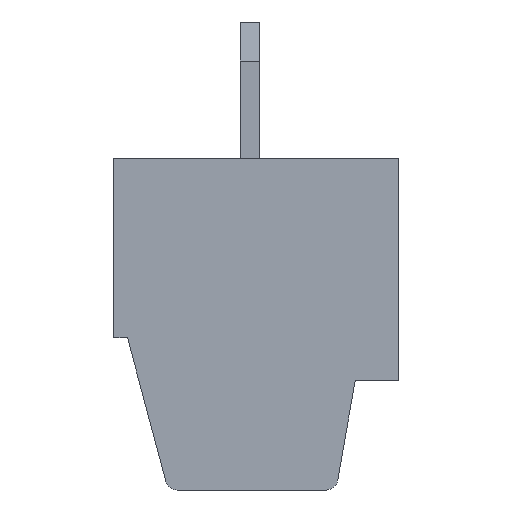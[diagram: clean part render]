
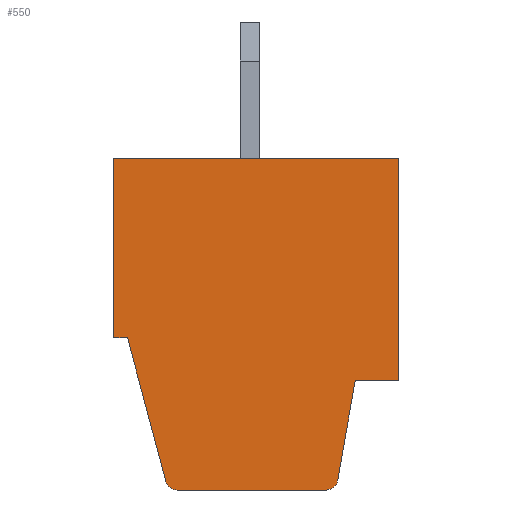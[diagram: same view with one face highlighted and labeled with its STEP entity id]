
A CAD part, left-side view. The second image highlights one B-rep face of the part: STEP entity #550.
In plain terms, the highlighted planar face has unit normal (-1, 0, 0).
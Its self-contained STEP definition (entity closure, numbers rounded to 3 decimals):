
#550 = ADVANCED_FACE( '', ( #1203 ), #1204, .T. );
#1203 = FACE_OUTER_BOUND( '', #1908, .T. );
#1204 = PLANE( '', #1909 );
#1908 = EDGE_LOOP( '', ( #3370, #3371, #3372, #3373, #3374, #3375, #3376, #3377, #3378, #3379 ) );
#1909 = AXIS2_PLACEMENT_3D( '', #3380, #3381, #3382 );
#3370 = ORIENTED_EDGE( '', *, *, #3853, .T. );
#3371 = ORIENTED_EDGE( '', *, *, #4337, .T. );
#3372 = ORIENTED_EDGE( '', *, *, #3842, .T. );
#3373 = ORIENTED_EDGE( '', *, *, #4346, .T. );
#3374 = ORIENTED_EDGE( '', *, *, #4041, .T. );
#3375 = ORIENTED_EDGE( '', *, *, #4347, .T. );
#3376 = ORIENTED_EDGE( '', *, *, #4178, .T. );
#3377 = ORIENTED_EDGE( '', *, *, #4148, .T. );
#3378 = ORIENTED_EDGE( '', *, *, #4106, .T. );
#3379 = ORIENTED_EDGE( '', *, *, #4220, .T. );
#3380 = CARTESIAN_POINT( '', ( 165.647, 184.734, -4.2 ) );
#3381 = DIRECTION( '', ( -1., 0., 0. ) );
#3382 = DIRECTION( '', ( 0., -1., 0. ) );
#3842 = EDGE_CURVE( '', #4533, #4538, #4540, .T. );
#3853 = EDGE_CURVE( '', #4554, #4559, #4561, .T. );
#4041 = EDGE_CURVE( '', #4870, #4875, #4877, .T. );
#4106 = EDGE_CURVE( '', #4969, #4974, #4976, .T. );
#4148 = EDGE_CURVE( '', #5038, #4969, #5040, .T. );
#4178 = EDGE_CURVE( '', #5083, #5038, #5085, .T. );
#4220 = EDGE_CURVE( '', #4974, #4554, #5142, .T. );
#4337 = EDGE_CURVE( '', #4559, #4533, #5279, .T. );
#4346 = EDGE_CURVE( '', #4538, #4870, #5290, .T. );
#4347 = EDGE_CURVE( '', #4875, #5083, #5291, .T. );
#4533 = VERTEX_POINT( '', #5529 );
#4538 = VERTEX_POINT( '', #5536 );
#4540 = LINE( '', #5539, #5540 );
#4554 = VERTEX_POINT( '', #5554 );
#4559 = VERTEX_POINT( '', #5561 );
#4561 = LINE( '', #5564, #5565 );
#4870 = VERTEX_POINT( '', #5980 );
#4875 = VERTEX_POINT( '', #5987 );
#4877 = LINE( '', #5990, #5991 );
#4969 = VERTEX_POINT( '', #6116 );
#4974 = VERTEX_POINT( '', #6123 );
#4976 = LINE( '', #6126, #6127 );
#5038 = VERTEX_POINT( '', #6217 );
#5040 = LINE( '', #6220, #6221 );
#5083 = VERTEX_POINT( '', #6281 );
#5085 = LINE( '', #6284, #6285 );
#5142 = LINE( '', #6365, #6366 );
#5279 = CIRCLE( '', #6562, 0.3 );
#5290 = CIRCLE( '', #6575, 0.3 );
#5291 = LINE( '', #6576, #6577 );
#5529 = CARTESIAN_POINT( '', ( 165.647, 183.104, -8.5 ) );
#5536 = CARTESIAN_POINT( '', ( 165.647, 179.286, -8.5 ) );
#5539 = CARTESIAN_POINT( '', ( 165.647, 179.286, -8.5 ) );
#5540 = VECTOR( '', #6741, 1000. );
#5554 = CARTESIAN_POINT( '', ( 165.647, 184.379, -4.6 ) );
#5561 = CARTESIAN_POINT( '', ( 165.647, 183.394, -8.278 ) );
#5564 = CARTESIAN_POINT( '', ( 165.647, 183.394, -8.278 ) );
#5565 = VECTOR( '', #6763, 1000. );
#5980 = CARTESIAN_POINT( '', ( 165.647, 178.991, -8.252 ) );
#5987 = CARTESIAN_POINT( '', ( 165.647, 178.541, -5.7 ) );
#5990 = CARTESIAN_POINT( '', ( 165.647, 178.541, -5.7 ) );
#5991 = VECTOR( '', #6969, 1000. );
#6116 = CARTESIAN_POINT( '', ( 165.647, 184.734, 0. ) );
#6123 = CARTESIAN_POINT( '', ( 165.647, 184.734, -4.6 ) );
#6126 = CARTESIAN_POINT( '', ( 165.647, 184.734, -4.6 ) );
#6127 = VECTOR( '', #7030, 1000. );
#6217 = CARTESIAN_POINT( '', ( 165.647, 177.434, 0. ) );
#6220 = CARTESIAN_POINT( '', ( 165.647, 184.734, 0. ) );
#6221 = VECTOR( '', #7075, 1000. );
#6281 = CARTESIAN_POINT( '', ( 165.647, 177.434, -5.7 ) );
#6284 = CARTESIAN_POINT( '', ( 165.647, 177.434, 0. ) );
#6285 = VECTOR( '', #7112, 1000. );
#6365 = CARTESIAN_POINT( '', ( 165.647, 184.379, -4.6 ) );
#6366 = VECTOR( '', #7148, 1000. );
#6562 = AXIS2_PLACEMENT_3D( '', #7229, #7230, #7231 );
#6575 = AXIS2_PLACEMENT_3D( '', #7240, #7241, #7242 );
#6576 = CARTESIAN_POINT( '', ( 165.647, 177.434, -5.7 ) );
#6577 = VECTOR( '', #7243, 1000. );
#6741 = DIRECTION( '', ( 0., -1., 0. ) );
#6763 = DIRECTION( '', ( 0., -0.259, -0.966 ) );
#6969 = DIRECTION( '', ( 0., -0.174, 0.985 ) );
#7030 = DIRECTION( '', ( 0., 0., -1. ) );
#7075 = DIRECTION( '', ( 0., 1., 0. ) );
#7112 = DIRECTION( '', ( 0., 0., 1. ) );
#7148 = DIRECTION( '', ( 0., -1., 0. ) );
#7229 = CARTESIAN_POINT( '', ( 165.647, 183.104, -8.2 ) );
#7230 = DIRECTION( '', ( -1., 0., 0. ) );
#7231 = DIRECTION( '', ( 0., -1., 0. ) );
#7240 = CARTESIAN_POINT( '', ( 165.647, 179.286, -8.2 ) );
#7241 = DIRECTION( '', ( -1., 0., 0. ) );
#7242 = DIRECTION( '', ( 0., -1., 0. ) );
#7243 = DIRECTION( '', ( 0., -1., 0. ) );
